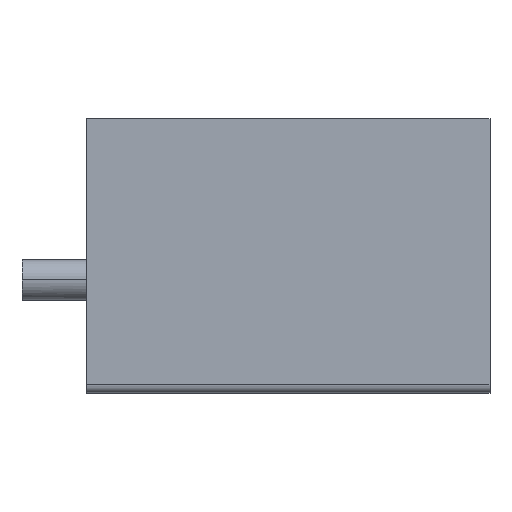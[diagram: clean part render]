
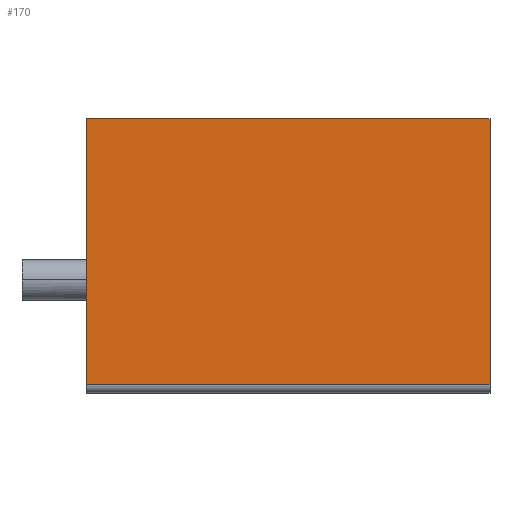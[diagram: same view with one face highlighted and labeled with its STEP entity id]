
A CAD part, top view. The second image highlights one B-rep face of the part: STEP entity #170.
In plain terms, the highlighted planar face has unit normal (0, 0, 1).
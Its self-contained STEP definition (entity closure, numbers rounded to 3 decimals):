
#11 = CARTESIAN_POINT ( 'NONE',  ( 25., 8.5, 11.5 ) ) ;
#92 = VECTOR ( 'NONE', #2439, 1000. ) ;
#158 = DIRECTION ( 'NONE',  ( 0., 0., -1. ) ) ;
#166 = CARTESIAN_POINT ( 'NONE',  ( 25., -8., 11.5 ) ) ;
#167 = ORIENTED_EDGE ( 'NONE', *, *, #1742, .T. ) ;
#170 = ADVANCED_FACE ( 'NONE', ( #2061 ), #1129, .F. ) ;
#240 = CARTESIAN_POINT ( 'NONE',  ( 25., 8.5, 11.5 ) ) ;
#292 = VECTOR ( 'NONE', #951, 1000. ) ;
#353 = CARTESIAN_POINT ( 'NONE',  ( 25., 8.5, 11.5 ) ) ;
#470 = VERTEX_POINT ( 'NONE', #2694 ) ;
#597 = LINE ( 'NONE', #1532, #92 ) ;
#777 = VECTOR ( 'NONE', #1103, 1000. ) ;
#823 = EDGE_CURVE ( 'NONE', #1275, #1559, #2428, .T. ) ;
#951 = DIRECTION ( 'NONE',  ( 0., -1., 0. ) ) ;
#1052 = AXIS2_PLACEMENT_3D ( 'NONE', #1585, #158, #1097 ) ;
#1097 = DIRECTION ( 'NONE',  ( 0., 1., 0. ) ) ;
#1103 = DIRECTION ( 'NONE',  ( 1., 0., 0. ) ) ;
#1112 = CARTESIAN_POINT ( 'NONE',  ( 0., -8., 11.5 ) ) ;
#1129 = PLANE ( 'NONE',  #1052 ) ;
#1194 = VECTOR ( 'NONE', #1294, 1000. ) ;
#1196 = EDGE_LOOP ( 'NONE', ( #167, #1311, #1539, #2860 ) ) ;
#1275 = VERTEX_POINT ( 'NONE', #240 ) ;
#1288 = EDGE_CURVE ( 'NONE', #1275, #470, #2101, .T. ) ;
#1294 = DIRECTION ( 'NONE',  ( -1., 0., 0. ) ) ;
#1311 = ORIENTED_EDGE ( 'NONE', *, *, #2877, .T. ) ;
#1457 = VERTEX_POINT ( 'NONE', #1112 ) ;
#1532 = CARTESIAN_POINT ( 'NONE',  ( 0., 8.5, 11.5 ) ) ;
#1539 = ORIENTED_EDGE ( 'NONE', *, *, #1288, .F. ) ;
#1559 = VERTEX_POINT ( 'NONE', #2976 ) ;
#1585 = CARTESIAN_POINT ( 'NONE',  ( 25., 8.5, 11.5 ) ) ;
#1742 = EDGE_CURVE ( 'NONE', #1559, #1457, #597, .T. ) ;
#2061 = FACE_OUTER_BOUND ( 'NONE', #1196, .T. ) ;
#2101 = LINE ( 'NONE', #11, #292 ) ;
#2255 = LINE ( 'NONE', #166, #777 ) ;
#2428 = LINE ( 'NONE', #353, #1194 ) ;
#2439 = DIRECTION ( 'NONE',  ( 0., -1., 0. ) ) ;
#2694 = CARTESIAN_POINT ( 'NONE',  ( 25., -8., 11.5 ) ) ;
#2860 = ORIENTED_EDGE ( 'NONE', *, *, #823, .T. ) ;
#2877 = EDGE_CURVE ( 'NONE', #1457, #470, #2255, .T. ) ;
#2976 = CARTESIAN_POINT ( 'NONE',  ( 0., 8.5, 11.5 ) ) ;
